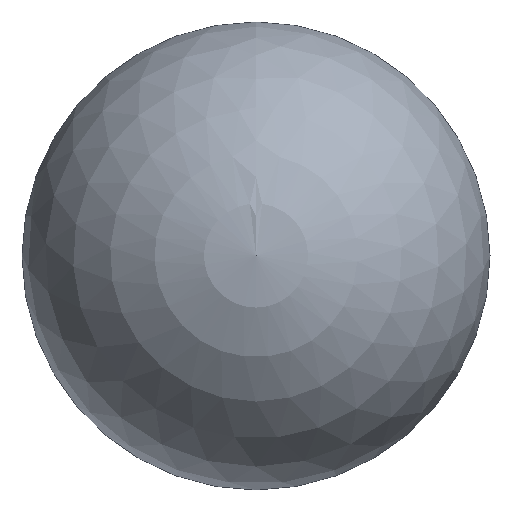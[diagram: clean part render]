
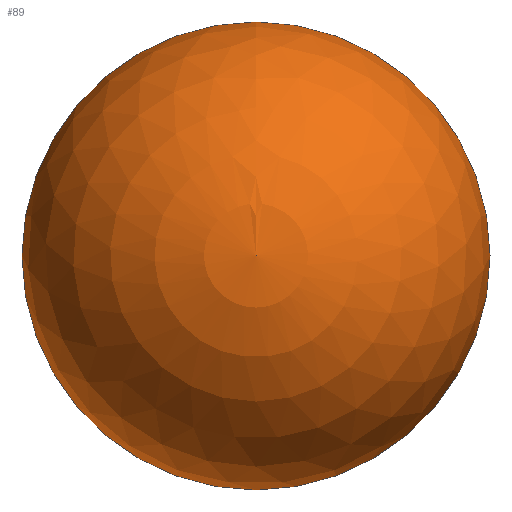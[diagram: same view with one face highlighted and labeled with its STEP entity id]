
A CAD part, top view. The second image highlights one B-rep face of the part: STEP entity #89.
In plain terms, the highlighted spherical face has radius 2 mm.
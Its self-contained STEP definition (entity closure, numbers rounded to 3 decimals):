
#1 = AXIS2_PLACEMENT_3D ( 'NONE', #96, #50, #71 ) ;
#12 = EDGE_LOOP ( 'NONE', ( #47, #124 ) ) ;
#17 = CARTESIAN_POINT ( 'NONE',  ( 2., 0., 0. ) ) ;
#25 = CARTESIAN_POINT ( 'NONE',  ( 0., 0., 0. ) ) ;
#27 = FACE_OUTER_BOUND ( 'NONE', #12, .T. ) ;
#32 = DIRECTION ( 'NONE',  ( 0., 0., 1. ) ) ;
#42 = CIRCLE ( 'NONE', #45, 2. ) ;
#45 = AXIS2_PLACEMENT_3D ( 'NONE', #25, #32, #106 ) ;
#47 = ORIENTED_EDGE ( 'NONE', *, *, #56, .F. ) ;
#49 = CARTESIAN_POINT ( 'NONE',  ( -2., 0., 0. ) ) ;
#50 = DIRECTION ( 'NONE',  ( 0., 0., -1. ) ) ;
#56 = EDGE_CURVE ( 'NONE', #101, #94, #75, .T. ) ;
#64 = AXIS2_PLACEMENT_3D ( 'NONE', #108, #97, #70 ) ;
#70 = DIRECTION ( 'NONE',  ( 0., 1., 0. ) ) ;
#71 = DIRECTION ( 'NONE',  ( 0., 1., 0. ) ) ;
#75 = CIRCLE ( 'NONE', #1, 2. ) ;
#89 = ADVANCED_FACE ( 'NONE', ( #27 ), #95, .T. ) ;
#94 = VERTEX_POINT ( 'NONE', #49 ) ;
#95 = SPHERICAL_SURFACE ( 'NONE', #64, 2. ) ;
#96 = CARTESIAN_POINT ( 'NONE',  ( 0., 0., 0. ) ) ;
#97 = DIRECTION ( 'NONE',  ( 0., 0., -1. ) ) ;
#101 = VERTEX_POINT ( 'NONE', #17 ) ;
#102 = EDGE_CURVE ( 'NONE', #101, #94, #42, .T. ) ;
#106 = DIRECTION ( 'NONE',  ( 1., 0., 0. ) ) ;
#108 = CARTESIAN_POINT ( 'NONE',  ( 0., 0., 0. ) ) ;
#124 = ORIENTED_EDGE ( 'NONE', *, *, #102, .T. ) ;
